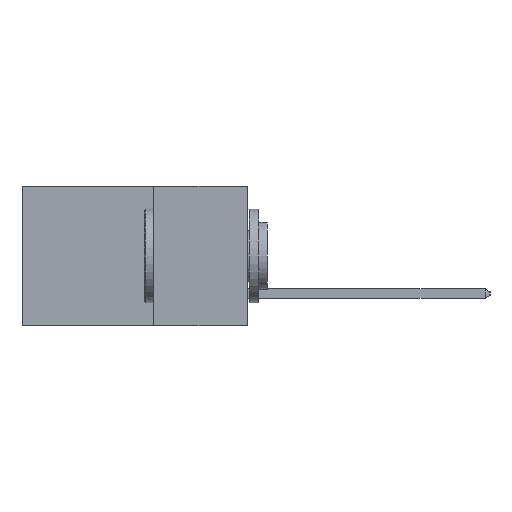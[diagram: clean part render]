
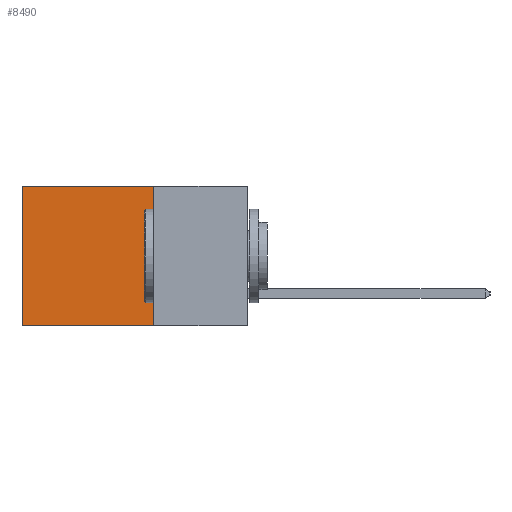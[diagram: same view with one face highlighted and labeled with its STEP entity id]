
A CAD part, left-side view. The second image highlights one B-rep face of the part: STEP entity #8490.
In plain terms, the highlighted planar face has unit normal (-1, 0, 0).
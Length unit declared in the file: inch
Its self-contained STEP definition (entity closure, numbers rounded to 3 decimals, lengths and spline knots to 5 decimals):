
#242 = CARTESIAN_POINT ( 'NONE',  ( 0.298, 0.6, -0.37 ) ) ;
#412 = ORIENTED_EDGE ( 'NONE', *, *, #11573, .F. ) ;
#736 = DIRECTION ( 'NONE',  ( 0., 0., -1. ) ) ;
#1380 = VECTOR ( 'NONE', #14639, 39.37008 ) ;
#1536 = EDGE_CURVE ( 'NONE', #11586, #12130, #4386, .T. ) ;
#1670 = DIRECTION ( 'NONE',  ( 0., 1., 0. ) ) ;
#1877 = PLANE ( 'NONE',  #13598 ) ;
#2122 = CARTESIAN_POINT ( 'NONE',  ( 0.298, 0.25, 0. ) ) ;
#2786 = DIRECTION ( 'NONE',  ( 0., 0., -1. ) ) ;
#3352 = EDGE_LOOP ( 'NONE', ( #3878, #11156, #412, #11125 ) ) ;
#3878 = ORIENTED_EDGE ( 'NONE', *, *, #1536, .T. ) ;
#4386 = LINE ( 'NONE', #8118, #1380 ) ;
#4534 = CARTESIAN_POINT ( 'NONE',  ( 0.298, 0.25, -0.37 ) ) ;
#6540 = EDGE_CURVE ( 'NONE', #10235, #11586, #6983, .T. ) ;
#6983 = LINE ( 'NONE', #9767, #12683 ) ;
#7461 = DIRECTION ( 'NONE',  ( 1., 0., 0. ) ) ;
#8118 = CARTESIAN_POINT ( 'NONE',  ( 0.298, 0.6, 0. ) ) ;
#8490 = ADVANCED_FACE ( 'NONE', ( #11710 ), #1877, .F. ) ;
#8731 = VERTEX_POINT ( 'NONE', #4534 ) ;
#8755 = VECTOR ( 'NONE', #2786, 39.37008 ) ;
#9767 = CARTESIAN_POINT ( 'NONE',  ( 0.298, 0.25, 0. ) ) ;
#9937 = EDGE_CURVE ( 'NONE', #8731, #12130, #10234, .T. ) ;
#10234 = LINE ( 'NONE', #10641, #12915 ) ;
#10235 = VERTEX_POINT ( 'NONE', #2122 ) ;
#10618 = CARTESIAN_POINT ( 'NONE',  ( 0.298, 0.25, 0. ) ) ;
#10641 = CARTESIAN_POINT ( 'NONE',  ( 0.298, 0.25, -0.37 ) ) ;
#10916 = DIRECTION ( 'NONE',  ( 0., 1., 0. ) ) ;
#11125 = ORIENTED_EDGE ( 'NONE', *, *, #6540, .T. ) ;
#11156 = ORIENTED_EDGE ( 'NONE', *, *, #9937, .F. ) ;
#11573 = EDGE_CURVE ( 'NONE', #10235, #8731, #12154, .T. ) ;
#11586 = VERTEX_POINT ( 'NONE', #12931 ) ;
#11710 = FACE_OUTER_BOUND ( 'NONE', #3352, .T. ) ;
#12130 = VERTEX_POINT ( 'NONE', #242 ) ;
#12154 = LINE ( 'NONE', #10618, #8755 ) ;
#12683 = VECTOR ( 'NONE', #10916, 39.37008 ) ;
#12915 = VECTOR ( 'NONE', #1670, 39.37008 ) ;
#12931 = CARTESIAN_POINT ( 'NONE',  ( 0.298, 0.6, 0. ) ) ;
#13598 = AXIS2_PLACEMENT_3D ( 'NONE', #14288, #7461, #736 ) ;
#14288 = CARTESIAN_POINT ( 'NONE',  ( 0.298, 0.25, 0. ) ) ;
#14639 = DIRECTION ( 'NONE',  ( 0., 0., -1. ) ) ;
